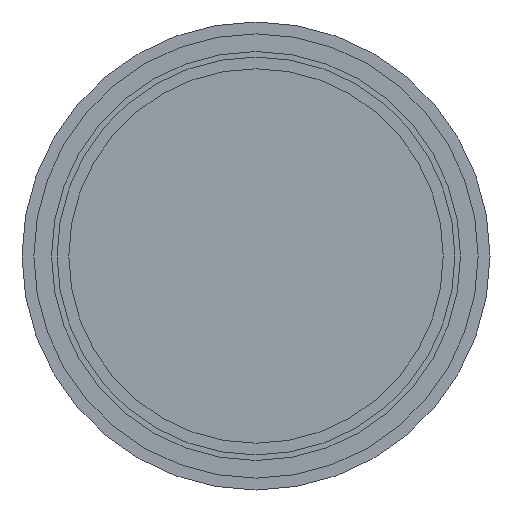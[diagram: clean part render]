
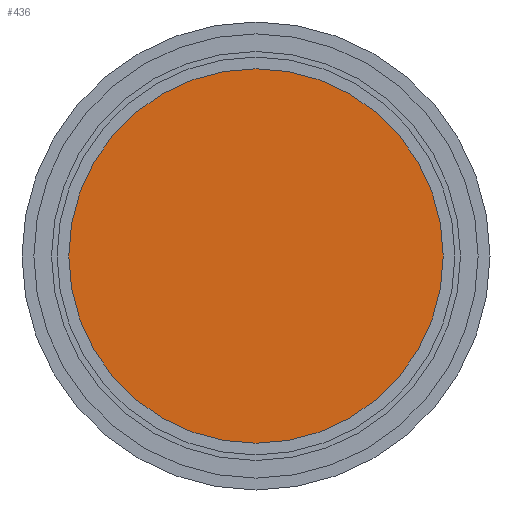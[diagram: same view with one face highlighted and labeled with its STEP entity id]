
A CAD part, front view. The second image highlights one B-rep face of the part: STEP entity #436.
In plain terms, the highlighted planar face has unit normal (0, -1, 0).
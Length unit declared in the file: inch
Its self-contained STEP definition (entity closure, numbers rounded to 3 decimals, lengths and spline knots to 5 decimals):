
#13 = ORIENTED_EDGE ( 'NONE', *, *, #374, .T. ) ;
#37 = ORIENTED_EDGE ( 'NONE', *, *, #1293, .T. ) ;
#102 = DIRECTION ( 'NONE',  ( 0., -1., 0. ) ) ;
#253 = CARTESIAN_POINT ( 'NONE',  ( 0., 0., 0. ) ) ;
#331 = AXIS2_PLACEMENT_3D ( 'NONE', #1270, #463, #478 ) ;
#345 = DIRECTION ( 'NONE',  ( 0., -1., 0. ) ) ;
#364 = CIRCLE ( 'NONE', #574, 0.1575 ) ;
#374 = EDGE_CURVE ( 'NONE', #569, #1098, #1111, .T. ) ;
#422 = CARTESIAN_POINT ( 'NONE',  ( 0., 0., -0.1575 ) ) ;
#436 = ADVANCED_FACE ( 'NONE', ( #710 ), #1212, .T. ) ;
#463 = DIRECTION ( 'NONE',  ( 0., -1., 0. ) ) ;
#478 = DIRECTION ( 'NONE',  ( 0., 0., -1. ) ) ;
#569 = VERTEX_POINT ( 'NONE', #422 ) ;
#574 = AXIS2_PLACEMENT_3D ( 'NONE', #253, #345, #654 ) ;
#654 = DIRECTION ( 'NONE',  ( 0., 0., -1. ) ) ;
#698 = CARTESIAN_POINT ( 'NONE',  ( 0., 0., 0. ) ) ;
#710 = FACE_OUTER_BOUND ( 'NONE', #849, .T. ) ;
#756 = CARTESIAN_POINT ( 'NONE',  ( 0., 0., 0.1575 ) ) ;
#849 = EDGE_LOOP ( 'NONE', ( #13, #37 ) ) ;
#1011 = DIRECTION ( 'NONE',  ( 0., 0., -1. ) ) ;
#1086 = AXIS2_PLACEMENT_3D ( 'NONE', #698, #102, #1011 ) ;
#1098 = VERTEX_POINT ( 'NONE', #756 ) ;
#1111 = CIRCLE ( 'NONE', #331, 0.1575 ) ;
#1212 = PLANE ( 'NONE',  #1086 ) ;
#1270 = CARTESIAN_POINT ( 'NONE',  ( 0., 0., 0. ) ) ;
#1293 = EDGE_CURVE ( 'NONE', #1098, #569, #364, .T. ) ;
